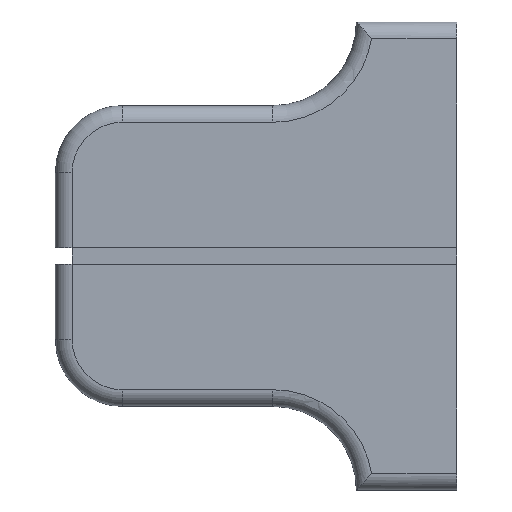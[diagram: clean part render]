
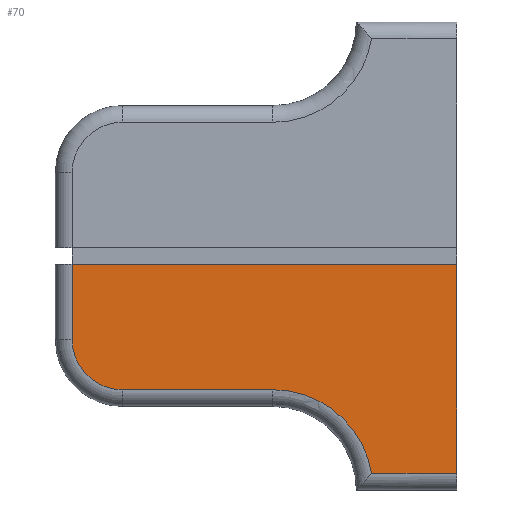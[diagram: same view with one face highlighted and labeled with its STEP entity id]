
A CAD part, left-side view. The second image highlights one B-rep face of the part: STEP entity #70.
In plain terms, the highlighted planar face has unit normal (-1, 0, 0).
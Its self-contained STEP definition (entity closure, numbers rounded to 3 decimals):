
#61 = CARTESIAN_POINT ( 'NONE',  ( -1.6, 10., -2.5 ) ) ;
#70 = ADVANCED_FACE ( 'NONE', ( #480 ), #941, .T. ) ;
#80 = VERTEX_POINT ( 'NONE', #1167 ) ;
#95 = ORIENTED_EDGE ( 'NONE', *, *, #1389, .F. ) ;
#98 = EDGE_CURVE ( 'NONE', #833, #80, #1017, .T. ) ;
#139 = LINE ( 'NONE', #589, #165 ) ;
#148 = EDGE_CURVE ( 'NONE', #327, #877, #139, .T. ) ;
#165 = VECTOR ( 'NONE', #755, 1000. ) ;
#178 = CARTESIAN_POINT ( 'NONE',  ( -1.6, 10., -4. ) ) ;
#185 = VERTEX_POINT ( 'NONE', #178 ) ;
#187 = LINE ( 'NONE', #863, #231 ) ;
#216 = EDGE_CURVE ( 'NONE', #185, #833, #1084, .T. ) ;
#231 = VECTOR ( 'NONE', #637, 1000. ) ;
#238 = DIRECTION ( 'NONE',  ( 0., -1., 0. ) ) ;
#241 = DIRECTION ( 'NONE',  ( -1., 0., 0. ) ) ;
#256 = DIRECTION ( 'NONE',  ( 0., 0., -1. ) ) ;
#258 = CARTESIAN_POINT ( 'NONE',  ( -1.6, 0., -6.5 ) ) ;
#296 = DIRECTION ( 'NONE',  ( 0., -1., 0. ) ) ;
#327 = VERTEX_POINT ( 'NONE', #541 ) ;
#359 = AXIS2_PLACEMENT_3D ( 'NONE', #584, #474, #1148 ) ;
#388 = DIRECTION ( 'NONE',  ( 0., 0., 1. ) ) ;
#427 = ORIENTED_EDGE ( 'NONE', *, *, #1082, .T. ) ;
#433 = VERTEX_POINT ( 'NONE', #459 ) ;
#459 = CARTESIAN_POINT ( 'NONE',  ( -1.6, 11.5, -2.5 ) ) ;
#474 = DIRECTION ( 'NONE',  ( 1., 0., 0. ) ) ;
#477 = AXIS2_PLACEMENT_3D ( 'NONE', #1409, #241, #256 ) ;
#480 = FACE_OUTER_BOUND ( 'NONE', #1022, .T. ) ;
#510 = LINE ( 'NONE', #971, #679 ) ;
#519 = CARTESIAN_POINT ( 'NONE',  ( -1.6, 5.5, -4. ) ) ;
#541 = CARTESIAN_POINT ( 'NONE',  ( -1.6, 0., -0.25 ) ) ;
#584 = CARTESIAN_POINT ( 'NONE',  ( -1.6, 5.5, -7. ) ) ;
#589 = CARTESIAN_POINT ( 'NONE',  ( -1.6, 0., 7. ) ) ;
#637 = DIRECTION ( 'NONE',  ( 0., 0., -1. ) ) ;
#679 = VECTOR ( 'NONE', #856, 1000. ) ;
#755 = DIRECTION ( 'NONE',  ( 0., 0., -1. ) ) ;
#793 = ORIENTED_EDGE ( 'NONE', *, *, #98, .T. ) ;
#816 = VECTOR ( 'NONE', #238, 1000. ) ;
#824 = LINE ( 'NONE', #1159, #816 ) ;
#833 = VERTEX_POINT ( 'NONE', #1320 ) ;
#851 = ORIENTED_EDGE ( 'NONE', *, *, #979, .T. ) ;
#856 = DIRECTION ( 'NONE',  ( 0., -1., 0. ) ) ;
#863 = CARTESIAN_POINT ( 'NONE',  ( -1.6, 11.5, -2.5 ) ) ;
#873 = DIRECTION ( 'NONE',  ( -1., 0., 0. ) ) ;
#877 = VERTEX_POINT ( 'NONE', #258 ) ;
#930 = VECTOR ( 'NONE', #296, 1000. ) ;
#941 = PLANE ( 'NONE',  #477 ) ;
#946 = AXIS2_PLACEMENT_3D ( 'NONE', #61, #873, #388 ) ;
#970 = ORIENTED_EDGE ( 'NONE', *, *, #148, .F. ) ;
#971 = CARTESIAN_POINT ( 'NONE',  ( -1.6, 0., -6.5 ) ) ;
#979 = EDGE_CURVE ( 'NONE', #433, #185, #1410, .T. ) ;
#991 = ORIENTED_EDGE ( 'NONE', *, *, #216, .T. ) ;
#1017 = CIRCLE ( 'NONE', #359, 3. ) ;
#1022 = EDGE_LOOP ( 'NONE', ( #95, #1270, #851, #991, #793, #427, #970 ) ) ;
#1082 = EDGE_CURVE ( 'NONE', #80, #877, #510, .T. ) ;
#1084 = LINE ( 'NONE', #519, #930 ) ;
#1091 = EDGE_CURVE ( 'NONE', #1209, #433, #187, .T. ) ;
#1148 = DIRECTION ( 'NONE',  ( 0., 0., 1. ) ) ;
#1159 = CARTESIAN_POINT ( 'NONE',  ( -1.6, 11.5, -0.25 ) ) ;
#1167 = CARTESIAN_POINT ( 'NONE',  ( -1.6, 2.542, -6.5 ) ) ;
#1205 = CARTESIAN_POINT ( 'NONE',  ( -1.6, 11.5, -0.25 ) ) ;
#1209 = VERTEX_POINT ( 'NONE', #1205 ) ;
#1270 = ORIENTED_EDGE ( 'NONE', *, *, #1091, .T. ) ;
#1320 = CARTESIAN_POINT ( 'NONE',  ( -1.6, 5.5, -4. ) ) ;
#1389 = EDGE_CURVE ( 'NONE', #1209, #327, #824, .T. ) ;
#1409 = CARTESIAN_POINT ( 'NONE',  ( -1.6, 5.5, 7. ) ) ;
#1410 = CIRCLE ( 'NONE', #946, 1.5 ) ;
